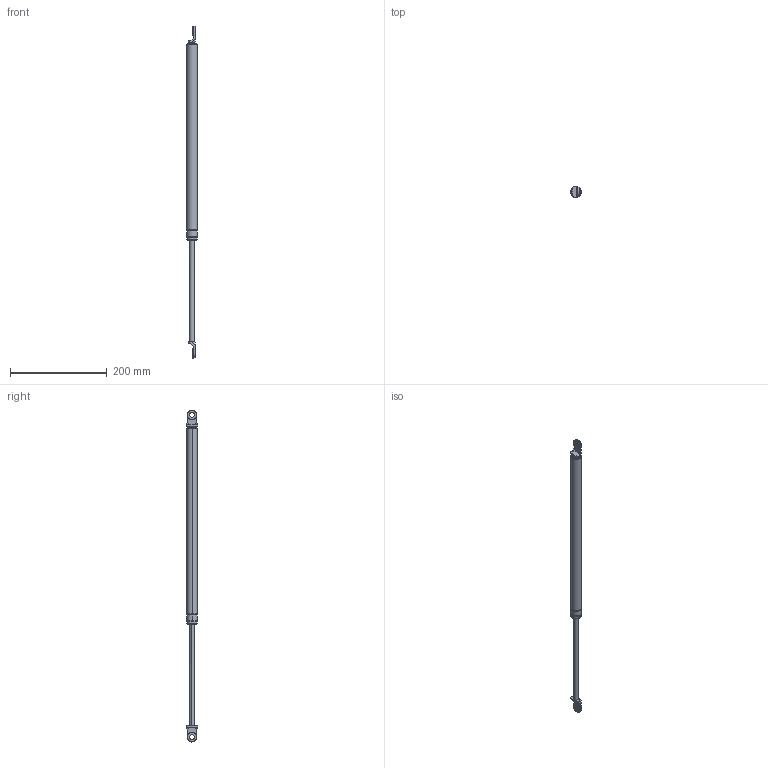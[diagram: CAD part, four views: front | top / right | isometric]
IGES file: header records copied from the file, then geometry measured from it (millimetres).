
Start section: ------------------------------------------------------------------------
Global section: file name: PC50.23104.TM_150_200_20_9327.igs; native system: spGate; preprocessor: ver16.7.1; author: Unknown; organization: Unknown; date: 201026.153944; units: millimetre
Bounding box: 22 x 23 x 686 mm (x, y, z)
Volume: 176652.4 mm3; surface area: 41111.6 mm2
Topology: 6 solids, 6 shells, 92 faces, 216 edges, 138 vertices
Faces by surface type: bspline 92
